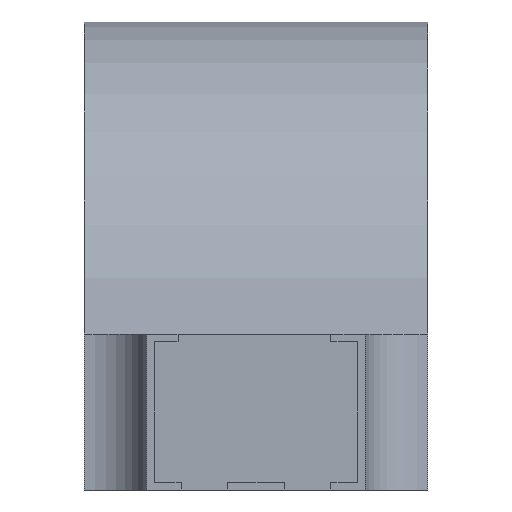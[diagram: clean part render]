
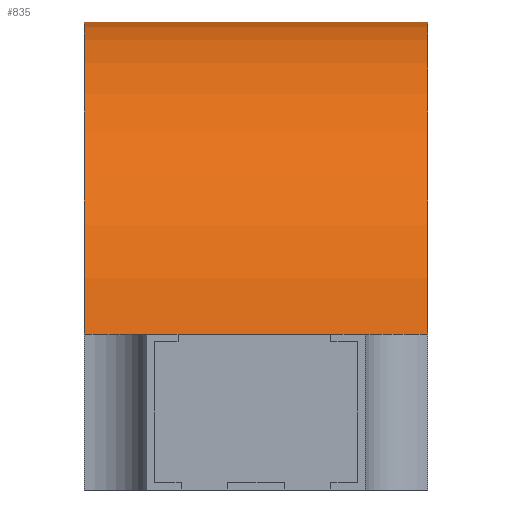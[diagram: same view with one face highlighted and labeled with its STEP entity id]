
A CAD part, left-side view. The second image highlights one B-rep face of the part: STEP entity #835.
In plain terms, the highlighted cylindrical face has radius 1.105 mm (diameter 2.21 mm), a partial arc.
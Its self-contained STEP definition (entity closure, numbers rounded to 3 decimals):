
#58 = DIRECTION ( 'NONE',  ( 0., 1., 0. ) ) ;
#126 = VERTEX_POINT ( 'NONE', #5742 ) ;
#159 = ORIENTED_EDGE ( 'NONE', *, *, #6608, .T. ) ;
#318 = VERTEX_POINT ( 'NONE', #3665 ) ;
#533 = LINE ( 'NONE', #7143, #5001 ) ;
#589 = EDGE_LOOP ( 'NONE', ( #159, #2570, #2160, #6249 ) ) ;
#790 = DIRECTION ( 'NONE',  ( 0., 1., 0. ) ) ;
#835 = ADVANCED_FACE ( 'NONE', ( #4816 ), #5456, .T. ) ;
#933 = AXIS2_PLACEMENT_3D ( 'NONE', #6996, #58, #4098 ) ;
#1079 = EDGE_CURVE ( 'NONE', #126, #5596, #2565, .T. ) ;
#1278 = CARTESIAN_POINT ( 'NONE',  ( 0., 0., 1.25 ) ) ;
#1493 = CARTESIAN_POINT ( 'NONE',  ( 0., 0., 0.145 ) ) ;
#1537 = CIRCLE ( 'NONE', #6148, 1.105 ) ;
#2160 = ORIENTED_EDGE ( 'NONE', *, *, #1079, .F. ) ;
#2565 = CIRCLE ( 'NONE', #5472, 1.105 ) ;
#2570 = ORIENTED_EDGE ( 'NONE', *, *, #4551, .T. ) ;
#2990 = EDGE_CURVE ( 'NONE', #318, #126, #533, .T. ) ;
#3200 = CARTESIAN_POINT ( 'NONE',  ( 0., 1.1, 0.145 ) ) ;
#3640 = CARTESIAN_POINT ( 'NONE',  ( 0., 0., 1.25 ) ) ;
#3665 = CARTESIAN_POINT ( 'NONE',  ( -1.1, 0., 0.25 ) ) ;
#3709 = VECTOR ( 'NONE', #6468, 1000. ) ;
#4098 = DIRECTION ( 'NONE',  ( 0., 0., 1. ) ) ;
#4551 = EDGE_CURVE ( 'NONE', #4632, #5596, #5804, .T. ) ;
#4632 = VERTEX_POINT ( 'NONE', #3640 ) ;
#4816 = FACE_OUTER_BOUND ( 'NONE', #589, .T. ) ;
#5001 = VECTOR ( 'NONE', #790, 1000. ) ;
#5456 = CYLINDRICAL_SURFACE ( 'NONE', #933, 1.105 ) ;
#5472 = AXIS2_PLACEMENT_3D ( 'NONE', #3200, #7298, #6642 ) ;
#5596 = VERTEX_POINT ( 'NONE', #6836 ) ;
#5613 = DIRECTION ( 'NONE',  ( 0., 1., 0. ) ) ;
#5742 = CARTESIAN_POINT ( 'NONE',  ( -1.1, 1.1, 0.25 ) ) ;
#5804 = LINE ( 'NONE', #1278, #3709 ) ;
#6148 = AXIS2_PLACEMENT_3D ( 'NONE', #1493, #5613, #7339 ) ;
#6249 = ORIENTED_EDGE ( 'NONE', *, *, #2990, .F. ) ;
#6468 = DIRECTION ( 'NONE',  ( 0., 1., 0. ) ) ;
#6608 = EDGE_CURVE ( 'NONE', #318, #4632, #1537, .T. ) ;
#6642 = DIRECTION ( 'NONE',  ( 0., 0., 1. ) ) ;
#6836 = CARTESIAN_POINT ( 'NONE',  ( 0., 1.1, 1.25 ) ) ;
#6996 = CARTESIAN_POINT ( 'NONE',  ( 0., 0., 0.145 ) ) ;
#7143 = CARTESIAN_POINT ( 'NONE',  ( -1.1, 0., 0.25 ) ) ;
#7298 = DIRECTION ( 'NONE',  ( 0., 1., 0. ) ) ;
#7339 = DIRECTION ( 'NONE',  ( 0., 0., 1. ) ) ;
